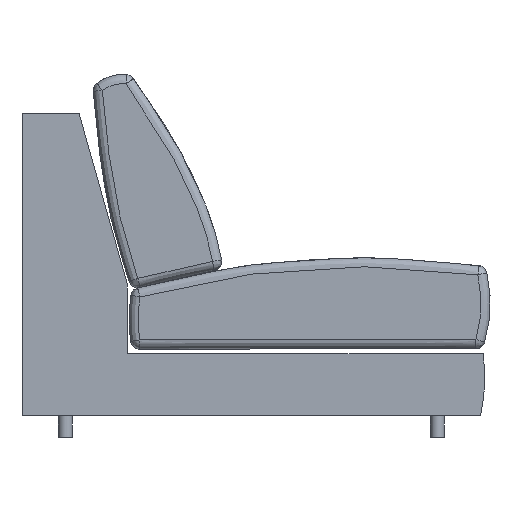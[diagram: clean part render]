
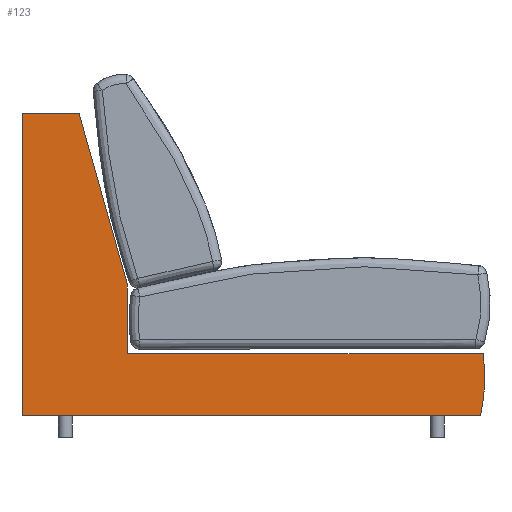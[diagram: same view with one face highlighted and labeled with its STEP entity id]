
A CAD part, left-side view. The second image highlights one B-rep face of the part: STEP entity #123.
In plain terms, the highlighted free-form (B-spline) face has degree [1, 1] with [2, 2] control points.
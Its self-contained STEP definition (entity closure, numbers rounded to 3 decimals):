
#19=B_SPLINE_CURVE_WITH_KNOTS($,1,(#3172,#3173),.UNSPECIFIED.,.F.,.F.,(2,
2),(-137.791,-136.791),.UNSPECIFIED.);
#23=B_SPLINE_CURVE_WITH_KNOTS($,1,(#3180,#3181),.UNSPECIFIED.,.F.,.F.,(2,
2),(127.399,128.399),.UNSPECIFIED.);
#24=B_SPLINE_CURVE_WITH_KNOTS($,1,(#3182,#3183),.UNSPECIFIED.,.F.,.F.,(2,
2),(126.399,127.399),.UNSPECIFIED.);
#25=B_SPLINE_CURVE_WITH_KNOTS($,1,(#3184,#3185),.UNSPECIFIED.,.F.,.F.,(2,
2),(2.,126.399),.UNSPECIFIED.);
#26=B_SPLINE_CURVE_WITH_KNOTS($,1,(#3186,#3187),.UNSPECIFIED.,.F.,.F.,(2,
2),(1.,2.),.UNSPECIFIED.);
#27=B_SPLINE_CURVE_WITH_KNOTS($,1,(#3188,#3189),.UNSPECIFIED.,.F.,.F.,(2,
2),(0.,1.),.UNSPECIFIED.);
#28=B_SPLINE_CURVE_WITH_KNOTS($,1,(#3193,#3194),.UNSPECIFIED.,.F.,.F.,(2,
2),(-136.791,-135.791),.UNSPECIFIED.);
#123=ADVANCED_FACE($,(#253),#1416,.T.);
#253=FACE_OUTER_BOUND($,#383,.T.);
#383=EDGE_LOOP($,(#669,#670,#671,#672,#673,#674,#675,#676));
#669=ORIENTED_EDGE($,*,*,#1041,.T.);
#670=ORIENTED_EDGE($,*,*,#1051,.T.);
#671=ORIENTED_EDGE($,*,*,#1050,.T.);
#672=ORIENTED_EDGE($,*,*,#1049,.T.);
#673=ORIENTED_EDGE($,*,*,#1048,.T.);
#674=ORIENTED_EDGE($,*,*,#1047,.T.);
#675=ORIENTED_EDGE($,*,*,#1046,.T.);
#676=ORIENTED_EDGE($,*,*,#1045,.T.);
#1041=EDGE_CURVE($,#1230,#1239,#19,.T.);
#1045=EDGE_CURVE($,#1233,#1230,#23,.T.);
#1046=EDGE_CURVE($,#1234,#1233,#24,.T.);
#1047=EDGE_CURVE($,#1235,#1234,#25,.T.);
#1048=EDGE_CURVE($,#1236,#1235,#26,.T.);
#1049=EDGE_CURVE($,#1237,#1236,#27,.T.);
#1050=EDGE_CURVE($,#1238,#1237,#1537,.T.);
#1051=EDGE_CURVE($,#1239,#1238,#28,.T.);
#1230=VERTEX_POINT($,#3266);
#1233=VERTEX_POINT($,#3269);
#1234=VERTEX_POINT($,#3270);
#1235=VERTEX_POINT($,#3271);
#1236=VERTEX_POINT($,#3272);
#1237=VERTEX_POINT($,#3273);
#1238=VERTEX_POINT($,#3274);
#1239=VERTEX_POINT($,#3275);
#1416=B_SPLINE_SURFACE_WITH_KNOTS($,1,1,((#3224,#3225),(#3226,#3227)),.UNSPECIFIED.,
.F.,.F.,.F.,(2,2),(2,2),(-784.635,230.),(-170.,490.004),
.UNSPECIFIED.);
#1537=(
BOUNDED_CURVE()
B_SPLINE_CURVE(2,(#3190,#3191,#3192),.UNSPECIFIED.,.F.,.F.)
B_SPLINE_CURVE_WITH_KNOTS((3,3),(-135.791,0.),
.UNSPECIFIED.)
CURVE()
GEOMETRIC_REPRESENTATION_ITEM()
RATIONAL_B_SPLINE_CURVE((1.,0.985,1.))
REPRESENTATION_ITEM($)
);
#3172=CARTESIAN_POINT($,(15171.343,-20132.136,170.));
#3173=CARTESIAN_POINT($,(15171.343,-20132.136,135.));
#3180=CARTESIAN_POINT($,(15171.343,-20132.136,285.));
#3181=CARTESIAN_POINT($,(15171.343,-20132.136,170.));
#3182=CARTESIAN_POINT($,(15171.343,-20026.554,660.));
#3183=CARTESIAN_POINT($,(15171.343,-20132.136,285.));
#3184=CARTESIAN_POINT($,(15171.343,-19902.155,660.004));
#3185=CARTESIAN_POINT($,(15171.343,-20026.554,660.));
#3186=CARTESIAN_POINT($,(15171.343,-19902.136,0.));
#3187=CARTESIAN_POINT($,(15171.343,-19902.155,660.004));
#3188=CARTESIAN_POINT($,(15171.343,-20902.136,0.));
#3189=CARTESIAN_POINT($,(15171.343,-19902.136,0.));
#3190=CARTESIAN_POINT($,(15171.343,-20908.162,135.));
#3191=CARTESIAN_POINT($,(15171.343,-20916.771,66.981));
#3192=CARTESIAN_POINT($,(15171.343,-20902.136,0.));
#3193=CARTESIAN_POINT($,(15171.343,-20132.136,135.));
#3194=CARTESIAN_POINT($,(15171.343,-20908.162,135.));
#3224=CARTESIAN_POINT($,(15171.343,-20916.771,0.));
#3225=CARTESIAN_POINT($,(15171.343,-20916.771,660.004));
#3226=CARTESIAN_POINT($,(15171.343,-19902.136,0.));
#3227=CARTESIAN_POINT($,(15171.343,-19902.136,660.004));
#3266=CARTESIAN_POINT($,(15171.343,-20132.136,170.));
#3269=CARTESIAN_POINT($,(15171.343,-20132.136,285.));
#3270=CARTESIAN_POINT($,(15171.343,-20026.554,660.));
#3271=CARTESIAN_POINT($,(15171.343,-19902.155,660.004));
#3272=CARTESIAN_POINT($,(15171.343,-19902.136,0.));
#3273=CARTESIAN_POINT($,(15171.343,-20902.136,0.));
#3274=CARTESIAN_POINT($,(15171.343,-20908.162,135.));
#3275=CARTESIAN_POINT($,(15171.343,-20132.136,135.));
